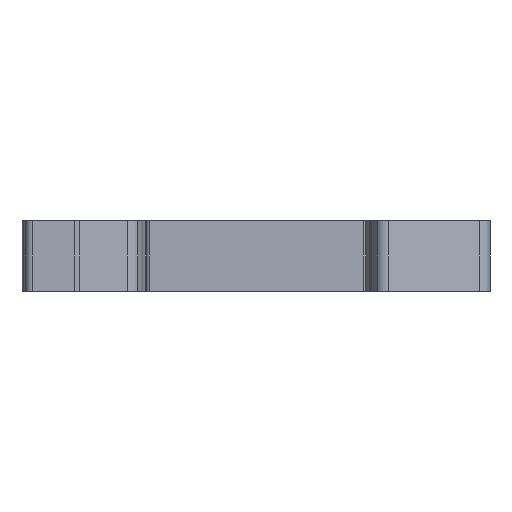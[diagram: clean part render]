
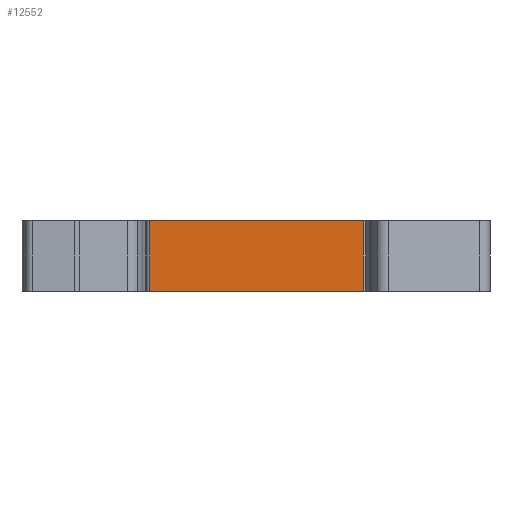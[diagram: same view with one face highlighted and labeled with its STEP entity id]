
A CAD part, front view. The second image highlights one B-rep face of the part: STEP entity #12552.
In plain terms, the highlighted planar face has unit normal (0, -1, 0).
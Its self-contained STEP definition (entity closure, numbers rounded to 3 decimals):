
#986=DIRECTION('',(1.,0.,0.));
#987=VECTOR('',#986,30.895);
#988=CARTESIAN_POINT('',(-15.345,0.,0.));
#989=LINE('',#988,#987);
#990=DIRECTION('',(0.,0.,1.));
#991=VECTOR('',#990,10.2);
#992=CARTESIAN_POINT('',(-15.345,0.,-10.2));
#993=LINE('',#992,#991);
#994=DIRECTION('',(0.,0.,1.));
#995=VECTOR('',#994,10.2);
#996=CARTESIAN_POINT('',(15.55,0.,-10.2));
#997=LINE('',#996,#995);
#1335=DIRECTION('',(1.,0.,0.));
#1336=VECTOR('',#1335,30.895);
#1337=CARTESIAN_POINT('',(-15.345,0.,-10.2));
#1338=LINE('',#1337,#1336);
#9429=CARTESIAN_POINT('',(15.55,0.,0.));
#9430=VERTEX_POINT('',#9429);
#9431=CARTESIAN_POINT('',(-15.345,0.,0.));
#9432=VERTEX_POINT('',#9431);
#9643=CARTESIAN_POINT('',(-15.345,0.,-10.2));
#9644=VERTEX_POINT('',#9643);
#9647=CARTESIAN_POINT('',(15.55,0.,-10.2));
#9648=VERTEX_POINT('',#9647);
#12539=CARTESIAN_POINT('',(0.102,0.,-5.1));
#12540=DIRECTION('',(0.,1.,0.));
#12541=DIRECTION('',(1.,0.,0.));
#12542=AXIS2_PLACEMENT_3D('',#12539,#12540,#12541);
#12543=PLANE('',#12542);
#12544=ORIENTED_EDGE('',*,*,#12130,.T.);
#12546=ORIENTED_EDGE('',*,*,#12545,.F.);
#12548=ORIENTED_EDGE('',*,*,#12547,.F.);
#12549=ORIENTED_EDGE('',*,*,#12531,.T.);
#12550=EDGE_LOOP('',(#12544,#12546,#12548,#12549));
#12551=FACE_OUTER_BOUND('',#12550,.F.);
#12552=ADVANCED_FACE('',(#12551),#12543,.F.);
#12130=EDGE_CURVE('',#9432,#9430,#989,.T.);
#12531=EDGE_CURVE('',#9644,#9432,#993,.T.);
#12545=EDGE_CURVE('',#9648,#9430,#997,.T.);
#12547=EDGE_CURVE('',#9644,#9648,#1338,.T.);
